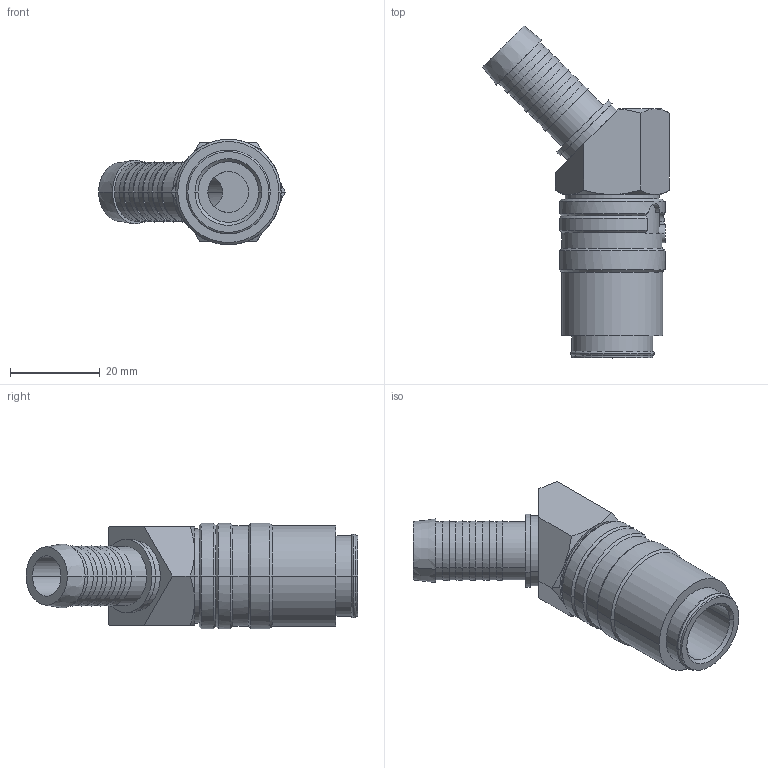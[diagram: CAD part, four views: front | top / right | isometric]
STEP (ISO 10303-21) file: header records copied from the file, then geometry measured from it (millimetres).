
FILE_DESCRIPTION(('STEP AP214'),'1');
FILE_NAME('eshte_13_tl45.stp','2020-04-22T06:07:04',('TraceParts'),('TraceParts S.A.'),'Spatial InterOp 3D',' ',' ');
FILE_SCHEMA(('automotive_design'));
Length unit declared in the file: millimetre
Products named in the file (1): 1
Bounding box: 41.58 x 73.95 x 23.5 mm (x, y, z)
Volume: 18244.4 mm3; surface area: 8505.1 mm2
Topology: 1 solids, 1 shells, 117 faces, 263 edges, 161 vertices
Faces by surface type: cylinder 45, cone 38, plane 30, torus 4
Entity records: 4761 total; most frequent: CARTESIAN_POINT 1201, DIRECTION 577, ORIENTED_EDGE 526, EDGE_CURVE 263, AXIS2_PLACEMENT_3D 240, VERTEX_POINT 161, EDGE_LOOP 132, CIRCLE 120
